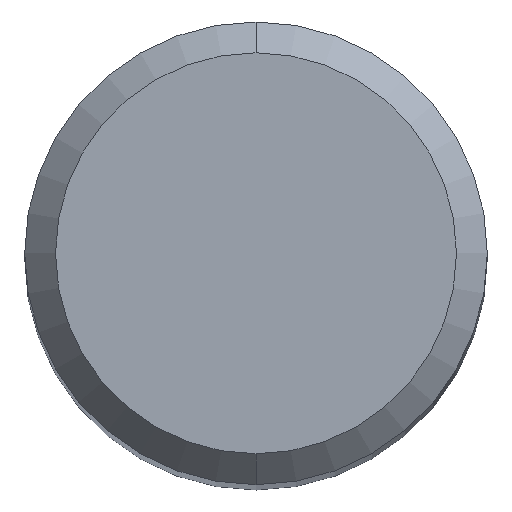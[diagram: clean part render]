
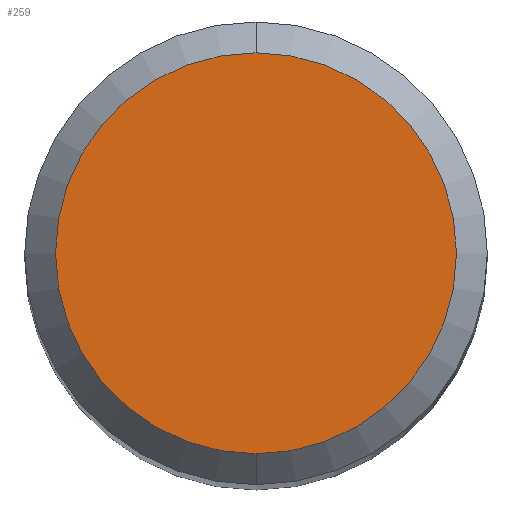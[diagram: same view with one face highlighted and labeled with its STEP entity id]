
A CAD part, top view. The second image highlights one B-rep face of the part: STEP entity #259.
In plain terms, the highlighted planar face has unit normal (0, 0, 1).
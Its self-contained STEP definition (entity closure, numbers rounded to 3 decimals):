
#181=VERTEX_POINT('',#489);
#259=ADVANCED_FACE('',(#575),#576,.T.);
#335=EDGE_CURVE('',#435,#181,#658,.T.);
#435=VERTEX_POINT('',#769);
#463=EDGE_CURVE('',#181,#435,#800,.T.);
#489=CARTESIAN_POINT('',(0.,-2.6,0.0));
#575=FACE_OUTER_BOUND('',#1009,.T.);
#576=PLANE('',#1010);
#658=CIRCLE('',#1180,2.6);
#769=CARTESIAN_POINT('',(0.0,2.6,0.0));
#800=CIRCLE('',#1443,2.6);
#1009=EDGE_LOOP('',(#1567,#1568));
#1010=AXIS2_PLACEMENT_3D('',#1569,#1570,#1571);
#1180=AXIS2_PLACEMENT_3D('',#1650,#1651,#1652);
#1443=AXIS2_PLACEMENT_3D('',#1802,#1803,#1804);
#1567=ORIENTED_EDGE('',*,*,#335,.F.);
#1568=ORIENTED_EDGE('',*,*,#463,.F.);
#1569=CARTESIAN_POINT('',(0.0,1.3,0.0));
#1570=DIRECTION('',(-0.0,0.0,1.0));
#1571=DIRECTION('',(0.0,-1.0,0.0));
#1650=CARTESIAN_POINT('',(0.0,0.0,0.0));
#1651=DIRECTION('',(0.0,0.0,-1.0));
#1652=DIRECTION('',(0.0,1.0,0.0));
#1802=CARTESIAN_POINT('',(0.0,0.0,0.0));
#1803=DIRECTION('',(0.0,0.0,-1.0));
#1804=DIRECTION('',(0.0,1.0,0.0));
